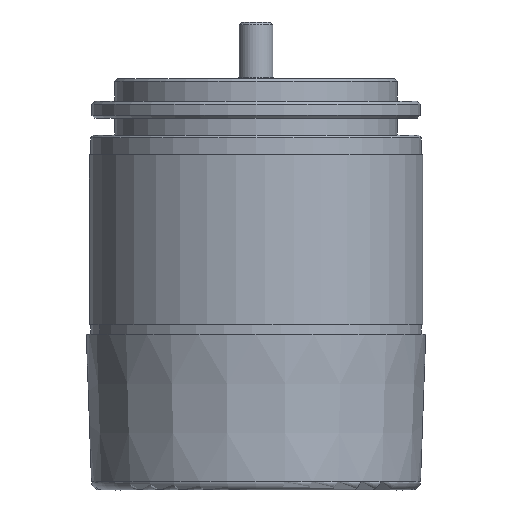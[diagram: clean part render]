
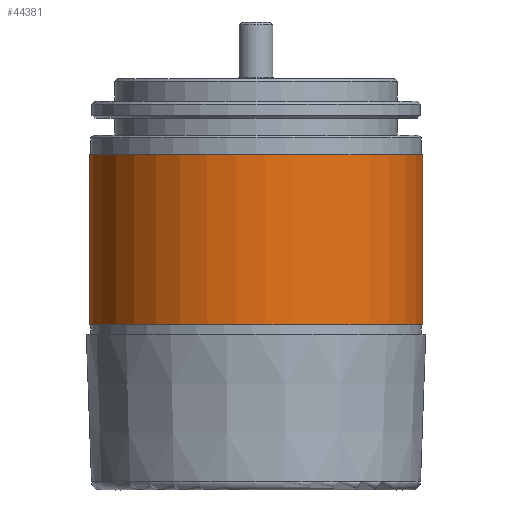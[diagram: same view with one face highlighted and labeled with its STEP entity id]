
A CAD part, front view. The second image highlights one B-rep face of the part: STEP entity #44381.
In plain terms, the highlighted cylindrical face has radius 29.5 mm (diameter 59 mm), a partial arc.
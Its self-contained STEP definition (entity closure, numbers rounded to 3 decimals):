
#1010 = VERTEX_POINT ( 'NONE', #7538 ) ;
#3716 = CIRCLE ( 'NONE', #80039, 29.5 ) ;
#5757 = EDGE_CURVE ( 'NONE', #41569, #57565, #30318, .T. ) ;
#7538 = CARTESIAN_POINT ( 'NONE',  ( 29.459, 1.554, -43.5 ) ) ;
#12157 = EDGE_CURVE ( 'NONE', #1010, #33439, #25141, .T. ) ;
#12880 = DIRECTION ( 'NONE',  ( 0., 0., -1. ) ) ;
#13998 = CARTESIAN_POINT ( 'NONE',  ( 29.459, 1.554, -43.5 ) ) ;
#14233 = DIRECTION ( 'NONE',  ( 0.999, 0.053, 0. ) ) ;
#17534 = CARTESIAN_POINT ( 'NONE',  ( -29.459, -1.554, -43.5 ) ) ;
#20695 = VECTOR ( 'NONE', #61657, 1000. ) ;
#21556 = DIRECTION ( 'NONE',  ( 0., 0., -1. ) ) ;
#23911 = ORIENTED_EDGE ( 'NONE', *, *, #5757, .F. ) ;
#24455 = DIRECTION ( 'NONE',  ( -0.999, -0.053, 0. ) ) ;
#25141 = LINE ( 'NONE', #13998, #72150 ) ;
#30318 = LINE ( 'NONE', #17534, #20695 ) ;
#32298 = ORIENTED_EDGE ( 'NONE', *, *, #68827, .T. ) ;
#32905 = DIRECTION ( 'NONE',  ( 0., 0., 1. ) ) ;
#33439 = VERTEX_POINT ( 'NONE', #53757 ) ;
#34070 = CARTESIAN_POINT ( 'NONE',  ( -29.459, -1.554, -43.5 ) ) ;
#35123 = DIRECTION ( 'NONE',  ( -0.999, -0.053, 0. ) ) ;
#39202 = CIRCLE ( 'NONE', #72173, 29.5 ) ;
#41569 = VERTEX_POINT ( 'NONE', #34070 ) ;
#42133 = FACE_OUTER_BOUND ( 'NONE', #55445, .T. ) ;
#44381 = ADVANCED_FACE ( 'NONE', ( #42133 ), #79735, .T. ) ;
#46993 = DIRECTION ( 'NONE',  ( 0., 0., 1. ) ) ;
#49931 = ORIENTED_EDGE ( 'NONE', *, *, #12157, .T. ) ;
#52789 = CARTESIAN_POINT ( 'NONE',  ( 0., 0., -43.5 ) ) ;
#53757 = CARTESIAN_POINT ( 'NONE',  ( 29.459, 1.554, -13.5 ) ) ;
#55445 = EDGE_LOOP ( 'NONE', ( #23911, #80741, #49931, #32298 ) ) ;
#57565 = VERTEX_POINT ( 'NONE', #79039 ) ;
#59367 = AXIS2_PLACEMENT_3D ( 'NONE', #70732, #46993, #14233 ) ;
#61657 = DIRECTION ( 'NONE',  ( 0., 0., 1. ) ) ;
#68827 = EDGE_CURVE ( 'NONE', #33439, #57565, #3716, .T. ) ;
#70732 = CARTESIAN_POINT ( 'NONE',  ( 0., 0., -43.5 ) ) ;
#72150 = VECTOR ( 'NONE', #32905, 1000. ) ;
#72173 = AXIS2_PLACEMENT_3D ( 'NONE', #52789, #21556, #35123 ) ;
#74366 = CARTESIAN_POINT ( 'NONE',  ( 0., 0., -13.5 ) ) ;
#79039 = CARTESIAN_POINT ( 'NONE',  ( -29.459, -1.554, -13.5 ) ) ;
#79735 = CYLINDRICAL_SURFACE ( 'NONE', #59367, 29.5 ) ;
#80039 = AXIS2_PLACEMENT_3D ( 'NONE', #74366, #12880, #24455 ) ;
#80741 = ORIENTED_EDGE ( 'NONE', *, *, #81564, .F. ) ;
#81564 = EDGE_CURVE ( 'NONE', #1010, #41569, #39202, .T. ) ;
